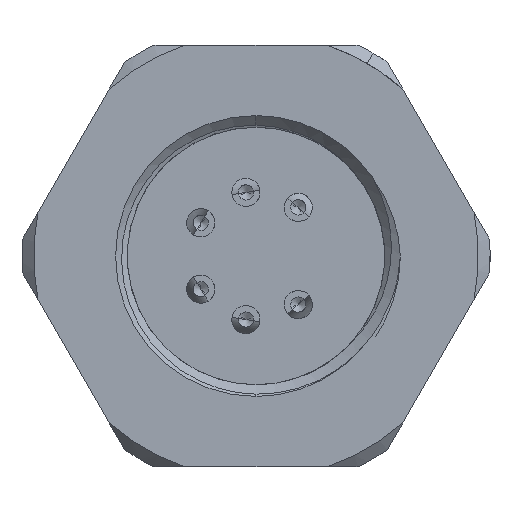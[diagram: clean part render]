
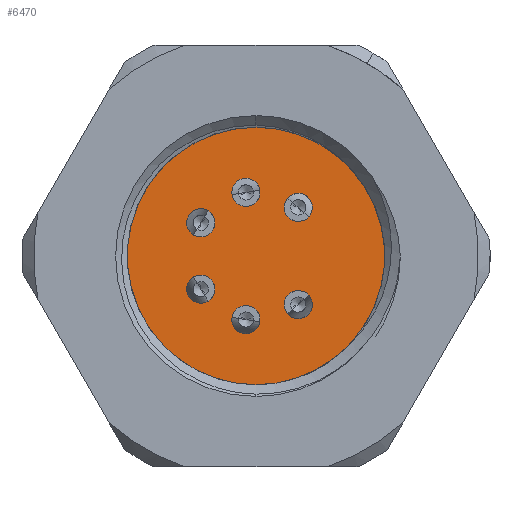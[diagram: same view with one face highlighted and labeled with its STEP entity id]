
A CAD part, left-side view. The second image highlights one B-rep face of the part: STEP entity #6470.
In plain terms, the highlighted planar face has unit normal (-1, 0, 0).
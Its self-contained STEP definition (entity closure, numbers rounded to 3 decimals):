
#393 = CARTESIAN_POINT ( 'NONE',  ( -12., 0.43, -2.116 ) ) ;
#541 = ORIENTED_EDGE ( 'NONE', *, *, #21738, .F. ) ;
#1343 = CARTESIAN_POINT ( 'NONE',  ( -12., -1.804, -2.075 ) ) ;
#1365 = CIRCLE ( 'NONE', #8055, 0.6 ) ;
#1402 = FACE_BOUND ( 'NONE', #10516, .T. ) ;
#1478 = VERTEX_POINT ( 'NONE', #14629 ) ;
#1515 = PLANE ( 'NONE',  #20974 ) ;
#1619 = VERTEX_POINT ( 'NONE', #14543 ) ;
#2019 = DIRECTION ( 'NONE',  ( -1., 0., 0. ) ) ;
#2035 = EDGE_CURVE ( 'NONE', #11462, #13093, #15500, .T. ) ;
#2107 = EDGE_LOOP ( 'NONE', ( #18773, #20067 ) ) ;
#2231 = VERTEX_POINT ( 'NONE', #19231 ) ;
#2288 = VERTEX_POINT ( 'NONE', #8906 ) ;
#2543 = AXIS2_PLACEMENT_3D ( 'NONE', #20918, #18980, #22653 ) ;
#2930 = FACE_BOUND ( 'NONE', #17220, .T. ) ;
#3020 = CARTESIAN_POINT ( 'NONE',  ( -12., 2.357, -0.816 ) ) ;
#3146 = FACE_BOUND ( 'NONE', #19234, .T. ) ;
#3255 = FACE_BOUND ( 'NONE', #15516, .T. ) ;
#3372 = CARTESIAN_POINT ( 'NONE',  ( -12., 4., 0. ) ) ;
#3393 = DIRECTION ( 'NONE',  ( 0., 0., 1. ) ) ;
#3614 = CIRCLE ( 'NONE', #6221, 0.6 ) ;
#3669 = CIRCLE ( 'NONE', #17769, 0.6 ) ;
#4021 = DIRECTION ( 'NONE',  ( -1., 0., 0. ) ) ;
#4393 = DIRECTION ( 'NONE',  ( -1., 0., 0. ) ) ;
#4416 = CIRCLE ( 'NONE', #15904, 0.6 ) ;
#4525 = EDGE_LOOP ( 'NONE', ( #16771, #20183 ) ) ;
#5276 = AXIS2_PLACEMENT_3D ( 'NONE', #20619, #17504, #8457 ) ;
#5314 = CARTESIAN_POINT ( 'NONE',  ( -12., -1.804, -2.675 ) ) ;
#5717 = EDGE_LOOP ( 'NONE', ( #10113, #18233 ) ) ;
#5811 = CARTESIAN_POINT ( 'NONE',  ( -12., 0.43, 3.316 ) ) ;
#5873 = CIRCLE ( 'NONE', #2543, 0.6 ) ;
#6002 = AXIS2_PLACEMENT_3D ( 'NONE', #21512, #10862, #12849 ) ;
#6221 = AXIS2_PLACEMENT_3D ( 'NONE', #1343, #17031, #20596 ) ;
#6470 = ADVANCED_FACE ( 'NONE', ( #1402, #19048, #2930, #3146, #18825, #3255, #10011 ), #1515, .F. ) ;
#6710 = VERTEX_POINT ( 'NONE', #19356 ) ;
#6933 = CIRCLE ( 'NONE', #19153, 0.6 ) ;
#6965 = CARTESIAN_POINT ( 'NONE',  ( -12., 2.357, -1.416 ) ) ;
#7248 = EDGE_CURVE ( 'NONE', #13093, #11462, #1365, .T. ) ;
#7310 = DIRECTION ( 'NONE',  ( 0., 0., 1. ) ) ;
#7513 = ORIENTED_EDGE ( 'NONE', *, *, #8046, .F. ) ;
#7786 = DIRECTION ( 'NONE',  ( -1., 0., 0. ) ) ;
#7889 = CARTESIAN_POINT ( 'NONE',  ( -12., 2.357, 2.016 ) ) ;
#7969 = AXIS2_PLACEMENT_3D ( 'NONE', #14555, #21607, #9444 ) ;
#8046 = EDGE_CURVE ( 'NONE', #8324, #1478, #6933, .T. ) ;
#8050 = CARTESIAN_POINT ( 'NONE',  ( -12., 0., 0. ) ) ;
#8055 = AXIS2_PLACEMENT_3D ( 'NONE', #19306, #2019, #21365 ) ;
#8107 = CARTESIAN_POINT ( 'NONE',  ( -12., 0., 0. ) ) ;
#8324 = VERTEX_POINT ( 'NONE', #8683 ) ;
#8407 = CARTESIAN_POINT ( 'NONE',  ( -12., -1.804, 2.075 ) ) ;
#8457 = DIRECTION ( 'NONE',  ( 0., 0., 1. ) ) ;
#8683 = CARTESIAN_POINT ( 'NONE',  ( -12., -1.804, 1.475 ) ) ;
#8741 = EDGE_CURVE ( 'NONE', #21918, #2231, #3614, .T. ) ;
#8906 = CARTESIAN_POINT ( 'NONE',  ( -12., 0.43, 2.116 ) ) ;
#9444 = DIRECTION ( 'NONE',  ( 0., 0., 1. ) ) ;
#9544 = VERTEX_POINT ( 'NONE', #5811 ) ;
#9635 = CARTESIAN_POINT ( 'NONE',  ( -12., 2.357, -2.016 ) ) ;
#9850 = EDGE_CURVE ( 'NONE', #2231, #21918, #5873, .T. ) ;
#10011 = FACE_OUTER_BOUND ( 'NONE', #5717, .T. ) ;
#10113 = ORIENTED_EDGE ( 'NONE', *, *, #20542, .T. ) ;
#10409 = DIRECTION ( 'NONE',  ( -1., 0., 0. ) ) ;
#10444 = AXIS2_PLACEMENT_3D ( 'NONE', #8107, #4393, #18548 ) ;
#10516 = EDGE_LOOP ( 'NONE', ( #541, #19030 ) ) ;
#10862 = DIRECTION ( 'NONE',  ( -1., 0., 0. ) ) ;
#10926 = VERTEX_POINT ( 'NONE', #20146 ) ;
#11101 = CARTESIAN_POINT ( 'NONE',  ( -12., 0.43, -2.716 ) ) ;
#11462 = VERTEX_POINT ( 'NONE', #9635 ) ;
#11833 = EDGE_CURVE ( 'NONE', #2288, #9544, #17005, .T. ) ;
#11922 = AXIS2_PLACEMENT_3D ( 'NONE', #8407, #15493, #12229 ) ;
#12229 = DIRECTION ( 'NONE',  ( 0., 0., 1. ) ) ;
#12314 = CIRCLE ( 'NONE', #5276, 0.6 ) ;
#12624 = DIRECTION ( 'NONE',  ( 0., 0., 1. ) ) ;
#12628 = EDGE_CURVE ( 'NONE', #17968, #10926, #4416, .T. ) ;
#12849 = DIRECTION ( 'NONE',  ( 0., 0., 1. ) ) ;
#12923 = EDGE_CURVE ( 'NONE', #10926, #17968, #3669, .T. ) ;
#13042 = CIRCLE ( 'NONE', #10444, 6. ) ;
#13093 = VERTEX_POINT ( 'NONE', #3020 ) ;
#13827 = DIRECTION ( 'NONE',  ( -1., 0., 0. ) ) ;
#13959 = CARTESIAN_POINT ( 'NONE',  ( -12., 0.43, 2.716 ) ) ;
#14140 = CIRCLE ( 'NONE', #6002, 0.6 ) ;
#14397 = ORIENTED_EDGE ( 'NONE', *, *, #21287, .F. ) ;
#14543 = CARTESIAN_POINT ( 'NONE',  ( -12., 0., -6. ) ) ;
#14555 = CARTESIAN_POINT ( 'NONE',  ( -12., 0.43, 2.716 ) ) ;
#14603 = ORIENTED_EDGE ( 'NONE', *, *, #9850, .F. ) ;
#14629 = CARTESIAN_POINT ( 'NONE',  ( -12., -1.804, 2.675 ) ) ;
#14631 = CARTESIAN_POINT ( 'NONE',  ( -12., -1.804, 2.075 ) ) ;
#15352 = DIRECTION ( 'NONE',  ( 1., 0., 0. ) ) ;
#15493 = DIRECTION ( 'NONE',  ( -1., 0., 0. ) ) ;
#15500 = CIRCLE ( 'NONE', #15518, 0.6 ) ;
#15516 = EDGE_LOOP ( 'NONE', ( #18915, #20740 ) ) ;
#15518 = AXIS2_PLACEMENT_3D ( 'NONE', #6965, #17997, #7310 ) ;
#15904 = AXIS2_PLACEMENT_3D ( 'NONE', #22682, #10409, #22912 ) ;
#16771 = ORIENTED_EDGE ( 'NONE', *, *, #17976, .F. ) ;
#16869 = CIRCLE ( 'NONE', #7969, 0.6 ) ;
#17005 = CIRCLE ( 'NONE', #18495, 0.6 ) ;
#17031 = DIRECTION ( 'NONE',  ( -1., 0., 0. ) ) ;
#17220 = EDGE_LOOP ( 'NONE', ( #14397, #7513 ) ) ;
#17266 = ORIENTED_EDGE ( 'NONE', *, *, #8741, .F. ) ;
#17321 = DIRECTION ( 'NONE',  ( 0., 0., 1. ) ) ;
#17504 = DIRECTION ( 'NONE',  ( -1., 0., 0. ) ) ;
#17769 = AXIS2_PLACEMENT_3D ( 'NONE', #11101, #4021, #12624 ) ;
#17968 = VERTEX_POINT ( 'NONE', #393 ) ;
#17976 = EDGE_CURVE ( 'NONE', #9544, #2288, #16869, .T. ) ;
#17994 = AXIS2_PLACEMENT_3D ( 'NONE', #8050, #13827, #17321 ) ;
#17997 = DIRECTION ( 'NONE',  ( -1., 0., 0. ) ) ;
#18233 = ORIENTED_EDGE ( 'NONE', *, *, #18805, .T. ) ;
#18495 = AXIS2_PLACEMENT_3D ( 'NONE', #13959, #21009, #3393 ) ;
#18548 = DIRECTION ( 'NONE',  ( 0., 0., 1. ) ) ;
#18773 = ORIENTED_EDGE ( 'NONE', *, *, #12628, .F. ) ;
#18805 = EDGE_CURVE ( 'NONE', #1619, #19023, #22768, .T. ) ;
#18825 = FACE_BOUND ( 'NONE', #2107, .T. ) ;
#18915 = ORIENTED_EDGE ( 'NONE', *, *, #7248, .F. ) ;
#18980 = DIRECTION ( 'NONE',  ( -1., 0., 0. ) ) ;
#19023 = VERTEX_POINT ( 'NONE', #22517 ) ;
#19030 = ORIENTED_EDGE ( 'NONE', *, *, #20842, .F. ) ;
#19048 = FACE_BOUND ( 'NONE', #4525, .T. ) ;
#19153 = AXIS2_PLACEMENT_3D ( 'NONE', #14631, #7786, #21802 ) ;
#19231 = CARTESIAN_POINT ( 'NONE',  ( -12., -1.804, -1.475 ) ) ;
#19234 = EDGE_LOOP ( 'NONE', ( #14603, #17266 ) ) ;
#19306 = CARTESIAN_POINT ( 'NONE',  ( -12., 2.357, -1.416 ) ) ;
#19356 = CARTESIAN_POINT ( 'NONE',  ( -12., 2.357, 0.816 ) ) ;
#19449 = VERTEX_POINT ( 'NONE', #7889 ) ;
#19692 = CIRCLE ( 'NONE', #11922, 0.6 ) ;
#20067 = ORIENTED_EDGE ( 'NONE', *, *, #12923, .F. ) ;
#20146 = CARTESIAN_POINT ( 'NONE',  ( -12., 0.43, -3.316 ) ) ;
#20183 = ORIENTED_EDGE ( 'NONE', *, *, #11833, .F. ) ;
#20542 = EDGE_CURVE ( 'NONE', #19023, #1619, #13042, .T. ) ;
#20596 = DIRECTION ( 'NONE',  ( 0., 0., 1. ) ) ;
#20619 = CARTESIAN_POINT ( 'NONE',  ( -12., 2.357, 1.416 ) ) ;
#20740 = ORIENTED_EDGE ( 'NONE', *, *, #2035, .F. ) ;
#20842 = EDGE_CURVE ( 'NONE', #6710, #19449, #14140, .T. ) ;
#20918 = CARTESIAN_POINT ( 'NONE',  ( -12., -1.804, -2.075 ) ) ;
#20974 = AXIS2_PLACEMENT_3D ( 'NONE', #3372, #15352, #22396 ) ;
#21009 = DIRECTION ( 'NONE',  ( -1., 0., 0. ) ) ;
#21287 = EDGE_CURVE ( 'NONE', #1478, #8324, #19692, .T. ) ;
#21365 = DIRECTION ( 'NONE',  ( 0., 0., 1. ) ) ;
#21512 = CARTESIAN_POINT ( 'NONE',  ( -12., 2.357, 1.416 ) ) ;
#21607 = DIRECTION ( 'NONE',  ( -1., 0., 0. ) ) ;
#21738 = EDGE_CURVE ( 'NONE', #19449, #6710, #12314, .T. ) ;
#21802 = DIRECTION ( 'NONE',  ( 0., 0., 1. ) ) ;
#21918 = VERTEX_POINT ( 'NONE', #5314 ) ;
#22396 = DIRECTION ( 'NONE',  ( 0., 0., -1. ) ) ;
#22517 = CARTESIAN_POINT ( 'NONE',  ( -12., 0., 6. ) ) ;
#22653 = DIRECTION ( 'NONE',  ( 0., 0., 1. ) ) ;
#22682 = CARTESIAN_POINT ( 'NONE',  ( -12., 0.43, -2.716 ) ) ;
#22768 = CIRCLE ( 'NONE', #17994, 6. ) ;
#22912 = DIRECTION ( 'NONE',  ( 0., 0., 1. ) ) ;
